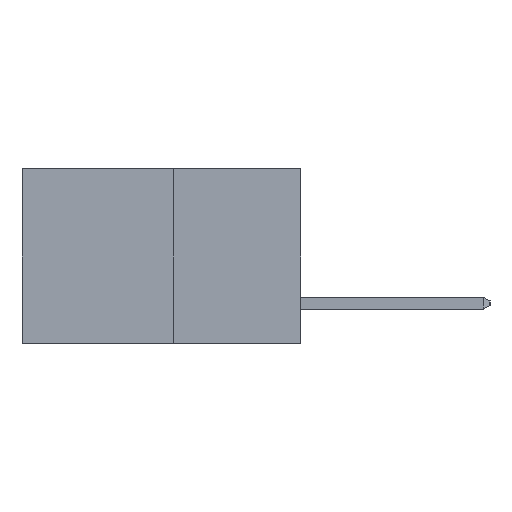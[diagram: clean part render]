
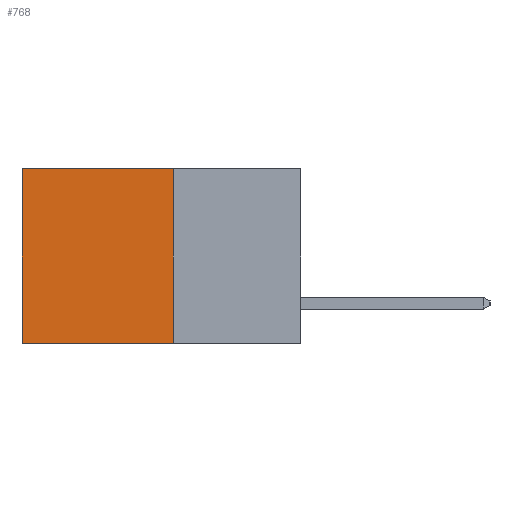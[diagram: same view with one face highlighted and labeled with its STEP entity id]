
A CAD part, left-side view. The second image highlights one B-rep face of the part: STEP entity #768.
In plain terms, the highlighted planar face has unit normal (-1, 0, 0).
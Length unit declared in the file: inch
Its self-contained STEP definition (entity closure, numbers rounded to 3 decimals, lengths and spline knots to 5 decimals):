
#60 = DIRECTION ( 'NONE',  ( 0., 0., -1. ) ) ;
#65 = PLANE ( 'NONE',  #13932 ) ;
#661 = ORIENTED_EDGE ( 'NONE', *, *, #2371, .F. ) ;
#768 = ADVANCED_FACE ( 'NONE', ( #15314 ), #65, .F. ) ;
#1331 = ORIENTED_EDGE ( 'NONE', *, *, #14401, .T. ) ;
#1424 = VECTOR ( 'NONE', #14996, 39.37008 ) ;
#2371 = EDGE_CURVE ( 'NONE', #12449, #8628, #3744, .T. ) ;
#3312 = VECTOR ( 'NONE', #60, 39.37008 ) ;
#3744 = LINE ( 'NONE', #16946, #7218 ) ;
#4093 = VERTEX_POINT ( 'NONE', #11975 ) ;
#5056 = CARTESIAN_POINT ( 'NONE',  ( 0.277, 0.27, -0.37 ) ) ;
#5280 = CARTESIAN_POINT ( 'NONE',  ( 0.277, 0.27, -0.37 ) ) ;
#5349 = LINE ( 'NONE', #17780, #1424 ) ;
#7218 = VECTOR ( 'NONE', #11812, 39.37008 ) ;
#8628 = VERTEX_POINT ( 'NONE', #5056 ) ;
#8848 = CARTESIAN_POINT ( 'NONE',  ( 0.277, 0.59, -0.37 ) ) ;
#9280 = CARTESIAN_POINT ( 'NONE',  ( 0.277, 0.27, 0. ) ) ;
#10343 = DIRECTION ( 'NONE',  ( 0., 0., -1. ) ) ;
#10547 = DIRECTION ( 'NONE',  ( 1., 0., 0. ) ) ;
#10678 = CARTESIAN_POINT ( 'NONE',  ( 0.277, 0.59, -0.37 ) ) ;
#11812 = DIRECTION ( 'NONE',  ( 0., 0., -1. ) ) ;
#11870 = VECTOR ( 'NONE', #13462, 39.37008 ) ;
#11975 = CARTESIAN_POINT ( 'NONE',  ( 0.277, 0.59, 0. ) ) ;
#12449 = VERTEX_POINT ( 'NONE', #17831 ) ;
#13059 = VERTEX_POINT ( 'NONE', #10678 ) ;
#13229 = ORIENTED_EDGE ( 'NONE', *, *, #15423, .T. ) ;
#13462 = DIRECTION ( 'NONE',  ( 0., 1., 0. ) ) ;
#13932 = AXIS2_PLACEMENT_3D ( 'NONE', #5280, #10547, #10343 ) ;
#14401 = EDGE_CURVE ( 'NONE', #12449, #4093, #15152, .T. ) ;
#14996 = DIRECTION ( 'NONE',  ( 0., 1., 0. ) ) ;
#15152 = LINE ( 'NONE', #9280, #11870 ) ;
#15314 = FACE_OUTER_BOUND ( 'NONE', #17279, .T. ) ;
#15423 = EDGE_CURVE ( 'NONE', #4093, #13059, #17127, .T. ) ;
#16352 = EDGE_CURVE ( 'NONE', #8628, #13059, #5349, .T. ) ;
#16600 = ORIENTED_EDGE ( 'NONE', *, *, #16352, .F. ) ;
#16946 = CARTESIAN_POINT ( 'NONE',  ( 0.277, 0.27, -0.37 ) ) ;
#17127 = LINE ( 'NONE', #8848, #3312 ) ;
#17279 = EDGE_LOOP ( 'NONE', ( #13229, #16600, #661, #1331 ) ) ;
#17780 = CARTESIAN_POINT ( 'NONE',  ( 0.277, 0.27, -0.37 ) ) ;
#17831 = CARTESIAN_POINT ( 'NONE',  ( 0.277, 0.27, 0. ) ) ;
